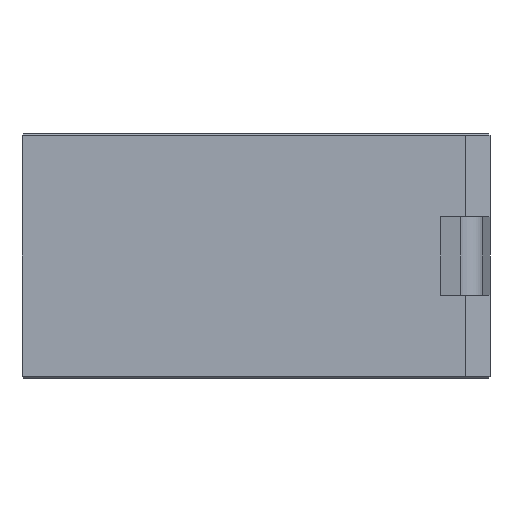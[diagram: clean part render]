
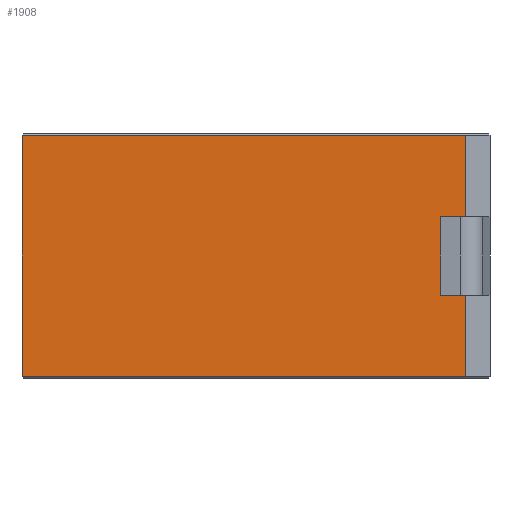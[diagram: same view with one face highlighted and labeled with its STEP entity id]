
A CAD part, left-side view. The second image highlights one B-rep face of the part: STEP entity #1908.
In plain terms, the highlighted planar face has unit normal (-1, 0, 0).
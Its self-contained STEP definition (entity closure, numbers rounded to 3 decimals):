
#180=FACE_OUTER_BOUND('',#293,.T.);
#293=EDGE_LOOP('',(#1559,#1560,#1561,#1562,#1563,#1564));
#366=LINE('',#2782,#581);
#452=LINE('',#3008,#667);
#494=LINE('',#3135,#709);
#495=LINE('',#3138,#710);
#496=LINE('',#3140,#711);
#497=LINE('',#3141,#712);
#581=VECTOR('',#2216,10.);
#667=VECTOR('',#2388,10.);
#709=VECTOR('',#2496,10.);
#710=VECTOR('',#2499,10.);
#711=VECTOR('',#2500,10.);
#712=VECTOR('',#2501,10.);
#801=VERTEX_POINT('',#2772);
#803=VERTEX_POINT('',#2781);
#866=VERTEX_POINT('',#3000);
#868=VERTEX_POINT('',#3006);
#897=VERTEX_POINT('',#3137);
#898=VERTEX_POINT('',#3139);
#980=EDGE_CURVE('',#803,#801,#366,.T.);
#1083=EDGE_CURVE('',#868,#866,#452,.T.);
#1140=EDGE_CURVE('',#866,#803,#494,.T.);
#1141=EDGE_CURVE('',#868,#897,#495,.T.);
#1142=EDGE_CURVE('',#897,#898,#496,.T.);
#1143=EDGE_CURVE('',#898,#801,#497,.T.);
#1559=ORIENTED_EDGE('',*,*,#980,.F.);
#1560=ORIENTED_EDGE('',*,*,#1140,.F.);
#1561=ORIENTED_EDGE('',*,*,#1083,.F.);
#1562=ORIENTED_EDGE('',*,*,#1141,.T.);
#1563=ORIENTED_EDGE('',*,*,#1142,.T.);
#1564=ORIENTED_EDGE('',*,*,#1143,.T.);
#1801=PLANE('',#2067);
#1908=ADVANCED_FACE('',(#180),#1801,.T.);
#2067=AXIS2_PLACEMENT_3D('',#3136,#2497,#2498);
#2216=DIRECTION('',(0.,-1.,0.));
#2388=DIRECTION('',(0.,1.,0.));
#2496=DIRECTION('',(0.,0.,1.));
#2497=DIRECTION('center_axis',(-1.,0.,0.));
#2498=DIRECTION('ref_axis',(0.,-1.,0.));
#2499=DIRECTION('',(0.,0.,1.));
#2500=DIRECTION('',(0.,0.,1.));
#2501=DIRECTION('',(0.,0.,1.));
#2772=CARTESIAN_POINT('',(-27.559,-14.932,24.8));
#2781=CARTESIAN_POINT('',(-27.559,30.432,24.8));
#2782=CARTESIAN_POINT('',(-27.559,15.216,24.8));
#3000=CARTESIAN_POINT('',(-27.559,30.432,0.2));
#3006=CARTESIAN_POINT('',(-27.559,-14.932,0.2));
#3008=CARTESIAN_POINT('',(-27.559,15.216,0.2));
#3135=CARTESIAN_POINT('',(-27.559,30.432,0.));
#3136=CARTESIAN_POINT('Origin',(-27.559,30.432,0.));
#3137=CARTESIAN_POINT('',(-27.559,-14.932,8.5));
#3138=CARTESIAN_POINT('',(-27.559,-14.932,0.));
#3139=CARTESIAN_POINT('',(-27.559,-14.932,16.5));
#3140=CARTESIAN_POINT('',(-27.559,-14.932,0.));
#3141=CARTESIAN_POINT('',(-27.559,-14.932,0.));
